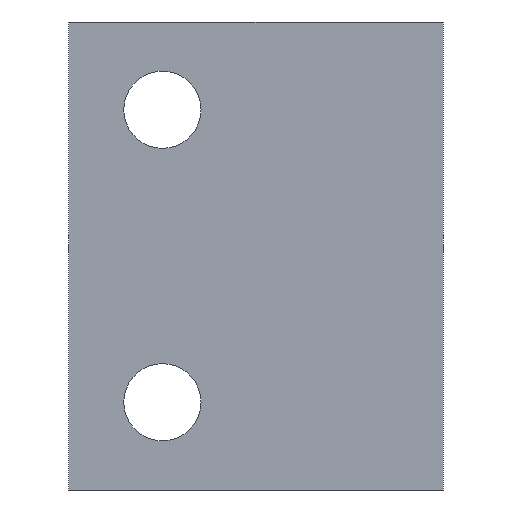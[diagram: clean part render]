
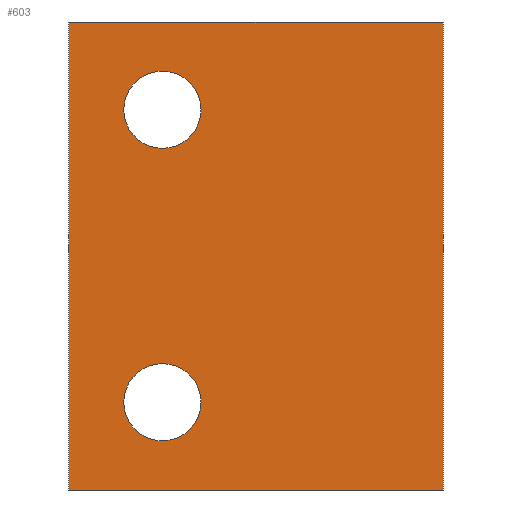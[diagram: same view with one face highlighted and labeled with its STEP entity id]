
A CAD part, front view. The second image highlights one B-rep face of the part: STEP entity #603.
In plain terms, the highlighted planar face has unit normal (0, -1, 0).
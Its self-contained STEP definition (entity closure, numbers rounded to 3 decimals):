
#183=CARTESIAN_POINT('',(32.0,0.0,0.0));
#184=VERTEX_POINT('',#183);
#191=CARTESIAN_POINT('',(0.0,0.0,0.0));
#192=VERTEX_POINT('',#191);
#193=CARTESIAN_POINT('',(0.0,0.0,0.0));
#194=DIRECTION('',(1.0,0.0,0.0));
#195=VECTOR('',#194,32.0);
#196=LINE('',#193,#195);
#197=EDGE_CURVE('',#192,#184,#196,.T.);
#246=CARTESIAN_POINT('',(32.0,0.0,40.0));
#247=VERTEX_POINT('',#246);
#254=CARTESIAN_POINT('',(32.0,0.0,0.0));
#255=DIRECTION('',(0.0,0.0,1.0));
#256=VECTOR('',#255,40.0);
#257=LINE('',#254,#256);
#258=EDGE_CURVE('',#184,#247,#257,.T.);
#351=CARTESIAN_POINT('',(4.7,0.,32.5));
#352=VERTEX_POINT('',#351);
#353=CARTESIAN_POINT('',(8.,0.,32.5));
#354=DIRECTION('',(0.0,1.0,0.0));
#355=DIRECTION('',(1.0,0.0,0.0));
#356=AXIS2_PLACEMENT_3D('',#353,#354,#355);
#357=CIRCLE('',#356,3.3);
#358=EDGE_CURVE('',#352,#352,#357,.T.);
#453=CARTESIAN_POINT('',(4.7,0.,7.5));
#454=VERTEX_POINT('',#453);
#455=CARTESIAN_POINT('',(8.,0.,7.5));
#456=DIRECTION('',(0.0,1.0,0.0));
#457=DIRECTION('',(1.0,0.0,0.0));
#458=AXIS2_PLACEMENT_3D('',#455,#456,#457);
#459=CIRCLE('',#458,3.3);
#460=EDGE_CURVE('',#454,#454,#459,.T.);
#473=CARTESIAN_POINT('',(0.0,0.0,40.0));
#474=VERTEX_POINT('',#473);
#483=CARTESIAN_POINT('',(0.0,0.0,0.0));
#484=DIRECTION('',(0.0,0.0,1.0));
#485=VECTOR('',#484,40.0);
#486=LINE('',#483,#485);
#487=EDGE_CURVE('',#192,#474,#486,.T.);
#581=CARTESIAN_POINT('',(32.0,0.0,0.0));
#582=DIRECTION('',(0.0,-1.0,0.0));
#583=DIRECTION('',(0.0,0.0,-1.0));
#584=AXIS2_PLACEMENT_3D('',#581,#582,#583);
#585=PLANE('',#584);
#586=CARTESIAN_POINT('',(32.0,0.0,40.0));
#587=DIRECTION('',(-1.0,0.0,0.0));
#588=VECTOR('',#587,32.0);
#589=LINE('',#586,#588);
#590=EDGE_CURVE('',#247,#474,#589,.T.);
#591=ORIENTED_EDGE('',*,*,#590,.T.);
#592=ORIENTED_EDGE('',*,*,#487,.F.);
#593=ORIENTED_EDGE('',*,*,#197,.T.);
#594=ORIENTED_EDGE('',*,*,#258,.T.);
#595=EDGE_LOOP('',(#591,#592,#593,#594));
#596=FACE_OUTER_BOUND('',#595,.T.);
#597=ORIENTED_EDGE('',*,*,#358,.T.);
#598=EDGE_LOOP('',(#597));
#599=FACE_BOUND('',#598,.T.);
#600=ORIENTED_EDGE('',*,*,#460,.T.);
#601=EDGE_LOOP('',(#600));
#602=FACE_BOUND('',#601,.T.);
#603=ADVANCED_FACE('',(#596,#599,#602),#585,.T.);
